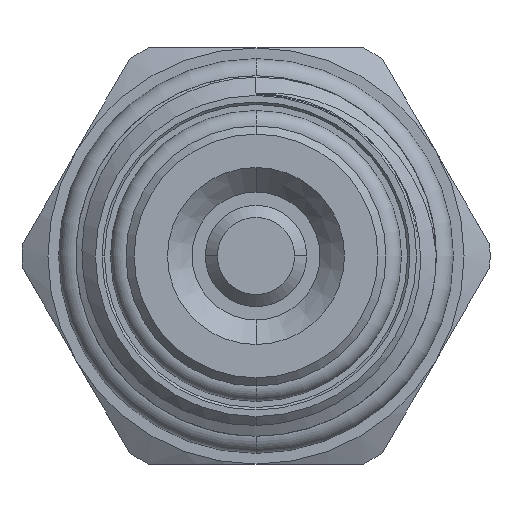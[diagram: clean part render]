
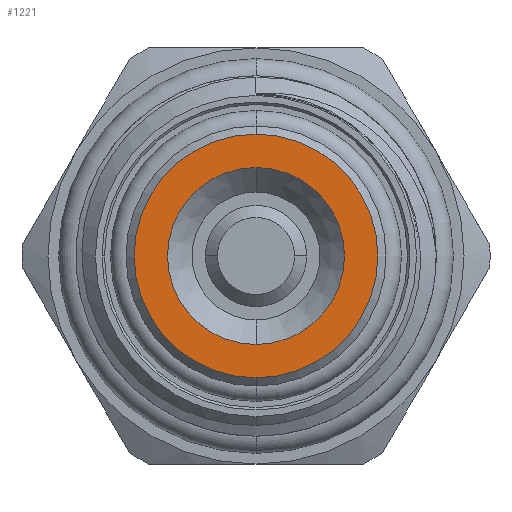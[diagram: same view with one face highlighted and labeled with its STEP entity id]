
A CAD part, front view. The second image highlights one B-rep face of the part: STEP entity #1221.
In plain terms, the highlighted planar face has unit normal (0, -1, 0).
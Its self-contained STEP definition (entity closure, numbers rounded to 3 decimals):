
#118 = CIRCLE ( 'NONE', #388, 5.4 ) ;
#129 = VERTEX_POINT ( 'NONE', #2155 ) ;
#238 = AXIS2_PLACEMENT_3D ( 'NONE', #1806, #3585, #1431 ) ;
#359 = ORIENTED_EDGE ( 'NONE', *, *, #3468, .F. ) ;
#379 = CARTESIAN_POINT ( 'NONE',  ( 0., -39.9, -5.4 ) ) ;
#388 = AXIS2_PLACEMENT_3D ( 'NONE', #3530, #4207, #2411 ) ;
#781 = FACE_OUTER_BOUND ( 'NONE', #3837, .T. ) ;
#917 = AXIS2_PLACEMENT_3D ( 'NONE', #3200, #3940, #2872 ) ;
#984 = EDGE_CURVE ( 'NONE', #3401, #1175, #4000, .T. ) ;
#1175 = VERTEX_POINT ( 'NONE', #379 ) ;
#1221 = ADVANCED_FACE ( 'NONE', ( #781, #4226 ), #1672, .F. ) ;
#1431 = DIRECTION ( 'NONE',  ( 0., 0., -1. ) ) ;
#1672 = PLANE ( 'NONE',  #2136 ) ;
#1718 = DIRECTION ( 'NONE',  ( 0., 1., 0. ) ) ;
#1806 = CARTESIAN_POINT ( 'NONE',  ( 0., -39.9, 0. ) ) ;
#1814 = CIRCLE ( 'NONE', #917, 7.435 ) ;
#1846 = ORIENTED_EDGE ( 'NONE', *, *, #2893, .T. ) ;
#1851 = ORIENTED_EDGE ( 'NONE', *, *, #984, .F. ) ;
#1990 = DIRECTION ( 'NONE',  ( 0., 0., -1. ) ) ;
#2030 = CARTESIAN_POINT ( 'NONE',  ( 0., -39.9, 0. ) ) ;
#2101 = AXIS2_PLACEMENT_3D ( 'NONE', #3043, #3080, #1990 ) ;
#2136 = AXIS2_PLACEMENT_3D ( 'NONE', #2030, #1718, #3479 ) ;
#2155 = CARTESIAN_POINT ( 'NONE',  ( 0., -39.9, -7.435 ) ) ;
#2163 = ORIENTED_EDGE ( 'NONE', *, *, #4130, .T. ) ;
#2313 = CARTESIAN_POINT ( 'NONE',  ( 0., -39.9, 5.4 ) ) ;
#2411 = DIRECTION ( 'NONE',  ( 0., 0., -1. ) ) ;
#2872 = DIRECTION ( 'NONE',  ( 0., 0., -1. ) ) ;
#2893 = EDGE_CURVE ( 'NONE', #4518, #129, #4384, .T. ) ;
#3043 = CARTESIAN_POINT ( 'NONE',  ( 0., -39.9, 0. ) ) ;
#3080 = DIRECTION ( 'NONE',  ( 0., -1., 0. ) ) ;
#3200 = CARTESIAN_POINT ( 'NONE',  ( 0., -39.9, 0. ) ) ;
#3401 = VERTEX_POINT ( 'NONE', #2313 ) ;
#3465 = EDGE_LOOP ( 'NONE', ( #359, #1851 ) ) ;
#3468 = EDGE_CURVE ( 'NONE', #1175, #3401, #118, .T. ) ;
#3479 = DIRECTION ( 'NONE',  ( 0., 0., 1. ) ) ;
#3530 = CARTESIAN_POINT ( 'NONE',  ( 0., -39.9, 0. ) ) ;
#3585 = DIRECTION ( 'NONE',  ( 0., -1., 0. ) ) ;
#3837 = EDGE_LOOP ( 'NONE', ( #1846, #2163 ) ) ;
#3940 = DIRECTION ( 'NONE',  ( 0., -1., 0. ) ) ;
#4000 = CIRCLE ( 'NONE', #2101, 5.4 ) ;
#4130 = EDGE_CURVE ( 'NONE', #129, #4518, #1814, .T. ) ;
#4207 = DIRECTION ( 'NONE',  ( 0., -1., 0. ) ) ;
#4226 = FACE_BOUND ( 'NONE', #3465, .T. ) ;
#4384 = CIRCLE ( 'NONE', #238, 7.435 ) ;
#4477 = CARTESIAN_POINT ( 'NONE',  ( 0., -39.9, 7.435 ) ) ;
#4518 = VERTEX_POINT ( 'NONE', #4477 ) ;
